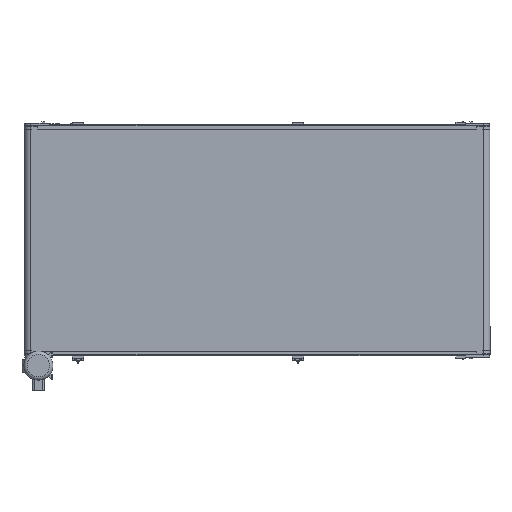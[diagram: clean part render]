
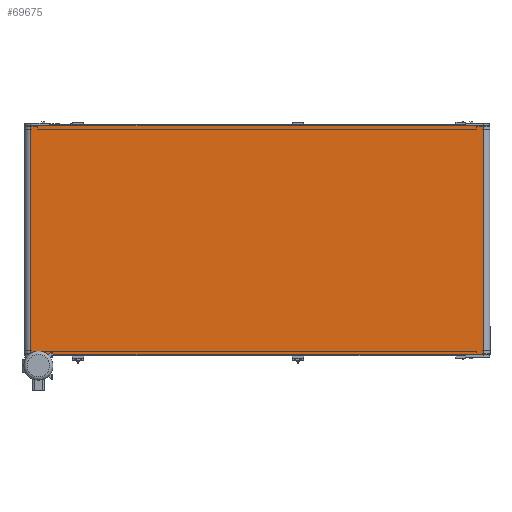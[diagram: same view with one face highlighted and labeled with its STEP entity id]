
A CAD part, top view. The second image highlights one B-rep face of the part: STEP entity #69675.
In plain terms, the highlighted face is planar.
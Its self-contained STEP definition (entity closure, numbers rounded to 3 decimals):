
#4980=LINE('',#106654,#10308);
#4981=LINE('',#106658,#10309);
#4982=LINE('',#106660,#10310);
#4983=LINE('',#106662,#10311);
#10308=VECTOR('',#88112,1000.);
#10309=VECTOR('',#88117,1000.);
#10310=VECTOR('',#88118,1000.);
#10311=VECTOR('',#88119,1000.);
#24865=ORIENTED_EDGE('',*,*,#33842,.T.);
#24866=ORIENTED_EDGE('',*,*,#33844,.F.);
#24867=ORIENTED_EDGE('',*,*,#33845,.F.);
#24868=ORIENTED_EDGE('',*,*,#33846,.T.);
#33842=EDGE_CURVE('',#39341,#39340,#4980,.T.);
#33844=EDGE_CURVE('',#39342,#39340,#4981,.T.);
#33845=EDGE_CURVE('',#39343,#39342,#4982,.T.);
#33846=EDGE_CURVE('',#39343,#39341,#4983,.T.);
#39340=VERTEX_POINT('',#106653);
#39341=VERTEX_POINT('',#106655);
#39342=VERTEX_POINT('',#106659);
#39343=VERTEX_POINT('',#106661);
#45072=EDGE_LOOP('',(#24865,#24866,#24867,#24868));
#48995=FACE_BOUND('',#45072,.T.);
#51504=PLANE('',#74545);
#69675=ADVANCED_FACE('',(#48995),#51504,.T.);
#74545=AXIS2_PLACEMENT_3D('',#106657,#88115,#88116);
#88112=DIRECTION('',(0.,0.,1.));
#88115=DIRECTION('',(0.,-1.,0.));
#88116=DIRECTION('',(0.,0.,-1.));
#88117=DIRECTION('',(1.,0.,0.));
#88118=DIRECTION('',(0.,0.,1.));
#88119=DIRECTION('',(1.,0.,0.));
#106653=CARTESIAN_POINT('',(1829.,-27.,970.));
#106654=CARTESIAN_POINT('',(1829.,-27.,-20.));
#106655=CARTESIAN_POINT('',(1829.,-27.,-20.));
#106657=CARTESIAN_POINT('',(-129.,-27.,-20.));
#106658=CARTESIAN_POINT('',(-129.,-27.,970.));
#106659=CARTESIAN_POINT('',(-129.,-27.,970.));
#106660=CARTESIAN_POINT('',(-129.,-27.,-20.));
#106661=CARTESIAN_POINT('',(-129.,-27.,-20.));
#106662=CARTESIAN_POINT('',(-129.,-27.,-20.));
